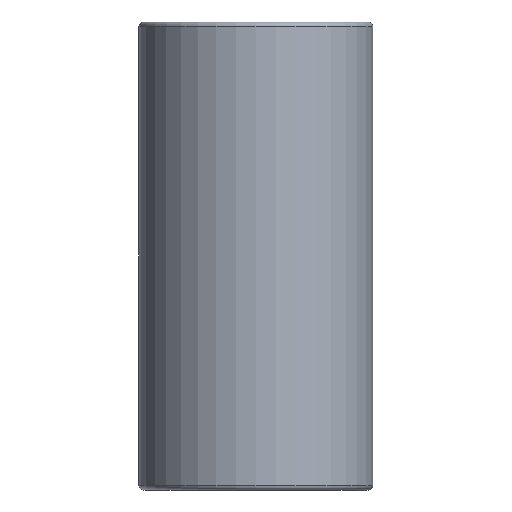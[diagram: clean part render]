
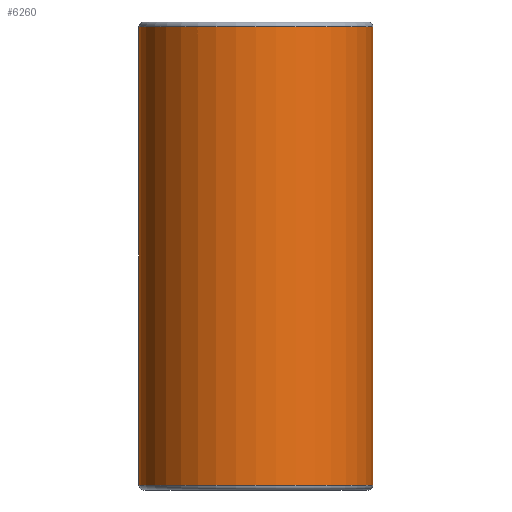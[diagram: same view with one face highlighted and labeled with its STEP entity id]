
A CAD part, front view. The second image highlights one B-rep face of the part: STEP entity #6260.
In plain terms, the highlighted cylindrical face has radius 2.5 mm (diameter 5 mm), a full revolution.
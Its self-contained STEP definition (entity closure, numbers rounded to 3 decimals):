
#6166 = TOROIDAL_SURFACE('',#6167,2.4,0.1);
#6167 = AXIS2_PLACEMENT_3D('',#6168,#6169,#6170);
#6168 = CARTESIAN_POINT('',(0.,0.,0.1));
#6169 = DIRECTION('',(0.,0.,-1.));
#6170 = DIRECTION('',(-1.,0.,0.));
#6186 = VERTEX_POINT('',#6187);
#6187 = CARTESIAN_POINT('',(2.5,0.,0.1));
#6209 = EDGE_CURVE('',#6186,#6210,#6212,.T.);
#6210 = VERTEX_POINT('',#6211);
#6211 = CARTESIAN_POINT('',(-2.5,0.,0.1));
#6212 = SURFACE_CURVE('',#6213,(#6218,#6225),.PCURVE_S1.);
#6213 = CIRCLE('',#6214,2.5);
#6214 = AXIS2_PLACEMENT_3D('',#6215,#6216,#6217);
#6215 = CARTESIAN_POINT('',(0.,0.,0.1));
#6216 = DIRECTION('',(0.,0.,-1.));
#6217 = DIRECTION('',(-1.,0.,0.));
#6218 = PCURVE('',#6166,#6219);
#6219 = DEFINITIONAL_REPRESENTATION('',(#6220),#6224);
#6220 = LINE('',#6221,#6222);
#6221 = CARTESIAN_POINT('',(-6.283,0.));
#6222 = VECTOR('',#6223,1.);
#6223 = DIRECTION('',(1.,0.));
#6224 = ( GEOMETRIC_REPRESENTATION_CONTEXT(2) 
PARAMETRIC_REPRESENTATION_CONTEXT() REPRESENTATION_CONTEXT('2D SPACE',''
  ) );
#6225 = PCURVE('',#6226,#6231);
#6226 = CYLINDRICAL_SURFACE('',#6227,2.5);
#6227 = AXIS2_PLACEMENT_3D('',#6228,#6229,#6230);
#6228 = CARTESIAN_POINT('',(0.,0.,0.));
#6229 = DIRECTION('',(0.,0.,1.));
#6230 = DIRECTION('',(1.,0.,-0.));
#6231 = DEFINITIONAL_REPRESENTATION('',(#6232),#6236);
#6232 = LINE('',#6233,#6234);
#6233 = CARTESIAN_POINT('',(9.425,0.1));
#6234 = VECTOR('',#6235,1.);
#6235 = DIRECTION('',(-1.,0.));
#6236 = ( GEOMETRIC_REPRESENTATION_CONTEXT(2) 
PARAMETRIC_REPRESENTATION_CONTEXT() REPRESENTATION_CONTEXT('2D SPACE',''
  ) );
#6238 = EDGE_CURVE('',#6210,#6186,#6239,.T.);
#6239 = SURFACE_CURVE('',#6240,(#6245,#6252),.PCURVE_S1.);
#6240 = CIRCLE('',#6241,2.5);
#6241 = AXIS2_PLACEMENT_3D('',#6242,#6243,#6244);
#6242 = CARTESIAN_POINT('',(0.,0.,0.1));
#6243 = DIRECTION('',(0.,0.,-1.));
#6244 = DIRECTION('',(-1.,0.,0.));
#6245 = PCURVE('',#6166,#6246);
#6246 = DEFINITIONAL_REPRESENTATION('',(#6247),#6251);
#6247 = LINE('',#6248,#6249);
#6248 = CARTESIAN_POINT('',(0.,0.));
#6249 = VECTOR('',#6250,1.);
#6250 = DIRECTION('',(1.,0.));
#6251 = ( GEOMETRIC_REPRESENTATION_CONTEXT(2) 
PARAMETRIC_REPRESENTATION_CONTEXT() REPRESENTATION_CONTEXT('2D SPACE',''
  ) );
#6252 = PCURVE('',#6226,#6253);
#6253 = DEFINITIONAL_REPRESENTATION('',(#6254),#6258);
#6254 = LINE('',#6255,#6256);
#6255 = CARTESIAN_POINT('',(9.425,0.1));
#6256 = VECTOR('',#6257,1.);
#6257 = DIRECTION('',(-1.,0.));
#6258 = ( GEOMETRIC_REPRESENTATION_CONTEXT(2) 
PARAMETRIC_REPRESENTATION_CONTEXT() REPRESENTATION_CONTEXT('2D SPACE',''
  ) );
#6260 = ADVANCED_FACE('',(#6261),#6226,.T.);
#6261 = FACE_BOUND('',#6262,.T.);
#6262 = EDGE_LOOP('',(#6263,#6294,#6316,#6337,#6338,#6339));
#6263 = ORIENTED_EDGE('',*,*,#6264,.F.);
#6264 = EDGE_CURVE('',#6265,#6267,#6269,.T.);
#6265 = VERTEX_POINT('',#6266);
#6266 = CARTESIAN_POINT('',(2.5,0.,9.9));
#6267 = VERTEX_POINT('',#6268);
#6268 = CARTESIAN_POINT('',(-2.5,0.,9.9));
#6269 = SURFACE_CURVE('',#6270,(#6275,#6282),.PCURVE_S1.);
#6270 = CIRCLE('',#6271,2.5);
#6271 = AXIS2_PLACEMENT_3D('',#6272,#6273,#6274);
#6272 = CARTESIAN_POINT('',(0.,0.,9.9));
#6273 = DIRECTION('',(0.,0.,1.));
#6274 = DIRECTION('',(-1.,0.,0.));
#6275 = PCURVE('',#6226,#6276);
#6276 = DEFINITIONAL_REPRESENTATION('',(#6277),#6281);
#6277 = LINE('',#6278,#6279);
#6278 = CARTESIAN_POINT('',(3.142,9.9));
#6279 = VECTOR('',#6280,1.);
#6280 = DIRECTION('',(1.,0.));
#6281 = ( GEOMETRIC_REPRESENTATION_CONTEXT(2) 
PARAMETRIC_REPRESENTATION_CONTEXT() REPRESENTATION_CONTEXT('2D SPACE',''
  ) );
#6282 = PCURVE('',#6283,#6288);
#6283 = TOROIDAL_SURFACE('',#6284,2.4,0.1);
#6284 = AXIS2_PLACEMENT_3D('',#6285,#6286,#6287);
#6285 = CARTESIAN_POINT('',(0.,0.,9.9));
#6286 = DIRECTION('',(0.,0.,1.));
#6287 = DIRECTION('',(1.,0.,-0.));
#6288 = DEFINITIONAL_REPRESENTATION('',(#6289),#6293);
#6289 = LINE('',#6290,#6291);
#6290 = CARTESIAN_POINT('',(-3.142,0.));
#6291 = VECTOR('',#6292,1.);
#6292 = DIRECTION('',(1.,0.));
#6293 = ( GEOMETRIC_REPRESENTATION_CONTEXT(2) 
PARAMETRIC_REPRESENTATION_CONTEXT() REPRESENTATION_CONTEXT('2D SPACE',''
  ) );
#6294 = ORIENTED_EDGE('',*,*,#6295,.F.);
#6295 = EDGE_CURVE('',#6267,#6265,#6296,.T.);
#6296 = SURFACE_CURVE('',#6297,(#6302,#6309),.PCURVE_S1.);
#6297 = CIRCLE('',#6298,2.5);
#6298 = AXIS2_PLACEMENT_3D('',#6299,#6300,#6301);
#6299 = CARTESIAN_POINT('',(0.,0.,9.9));
#6300 = DIRECTION('',(0.,0.,1.));
#6301 = DIRECTION('',(-1.,0.,0.));
#6302 = PCURVE('',#6226,#6303);
#6303 = DEFINITIONAL_REPRESENTATION('',(#6304),#6308);
#6304 = LINE('',#6305,#6306);
#6305 = CARTESIAN_POINT('',(3.142,9.9));
#6306 = VECTOR('',#6307,1.);
#6307 = DIRECTION('',(1.,0.));
#6308 = ( GEOMETRIC_REPRESENTATION_CONTEXT(2) 
PARAMETRIC_REPRESENTATION_CONTEXT() REPRESENTATION_CONTEXT('2D SPACE',''
  ) );
#6309 = PCURVE('',#6283,#6310);
#6310 = DEFINITIONAL_REPRESENTATION('',(#6311),#6315);
#6311 = LINE('',#6312,#6313);
#6312 = CARTESIAN_POINT('',(-3.142,0.));
#6313 = VECTOR('',#6314,1.);
#6314 = DIRECTION('',(1.,0.));
#6315 = ( GEOMETRIC_REPRESENTATION_CONTEXT(2) 
PARAMETRIC_REPRESENTATION_CONTEXT() REPRESENTATION_CONTEXT('2D SPACE',''
  ) );
#6316 = ORIENTED_EDGE('',*,*,#6317,.T.);
#6317 = EDGE_CURVE('',#6267,#6210,#6318,.T.);
#6318 = SEAM_CURVE('',#6319,(#6323,#6330),.PCURVE_S1.);
#6319 = LINE('',#6320,#6321);
#6320 = CARTESIAN_POINT('',(-2.5,0.,0.));
#6321 = VECTOR('',#6322,1.);
#6322 = DIRECTION('',(0.,0.,-1.));
#6323 = PCURVE('',#6226,#6324);
#6324 = DEFINITIONAL_REPRESENTATION('',(#6325),#6329);
#6325 = LINE('',#6326,#6327);
#6326 = CARTESIAN_POINT('',(3.142,0.));
#6327 = VECTOR('',#6328,1.);
#6328 = DIRECTION('',(0.,-1.));
#6329 = ( GEOMETRIC_REPRESENTATION_CONTEXT(2) 
PARAMETRIC_REPRESENTATION_CONTEXT() REPRESENTATION_CONTEXT('2D SPACE',''
  ) );
#6330 = PCURVE('',#6226,#6331);
#6331 = DEFINITIONAL_REPRESENTATION('',(#6332),#6336);
#6332 = LINE('',#6333,#6334);
#6333 = CARTESIAN_POINT('',(9.425,0.));
#6334 = VECTOR('',#6335,1.);
#6335 = DIRECTION('',(0.,-1.));
#6336 = ( GEOMETRIC_REPRESENTATION_CONTEXT(2) 
PARAMETRIC_REPRESENTATION_CONTEXT() REPRESENTATION_CONTEXT('2D SPACE',''
  ) );
#6337 = ORIENTED_EDGE('',*,*,#6209,.F.);
#6338 = ORIENTED_EDGE('',*,*,#6238,.F.);
#6339 = ORIENTED_EDGE('',*,*,#6317,.F.);
